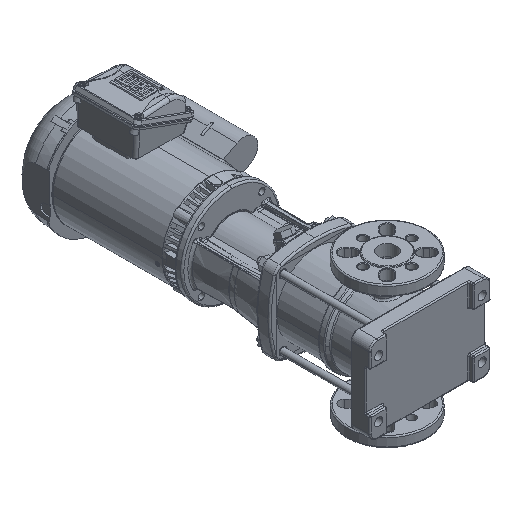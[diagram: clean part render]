
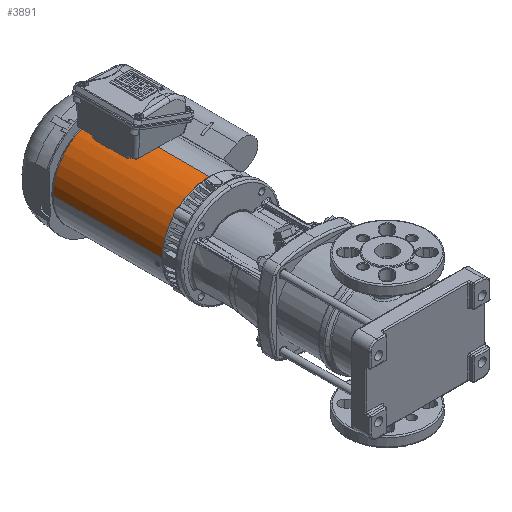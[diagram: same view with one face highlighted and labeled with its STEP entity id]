
A CAD part, isometric view. The second image highlights one B-rep face of the part: STEP entity #3891.
In plain terms, the highlighted cylindrical face has radius 81.875 mm (diameter 163.75 mm), a partial arc.
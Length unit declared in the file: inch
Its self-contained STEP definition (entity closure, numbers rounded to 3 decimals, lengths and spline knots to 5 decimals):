
#2517 = AXIS2_PLACEMENT_3D ( 'NONE', #36892, #70186, #102360 ) ;
#2600 = CYLINDRICAL_SURFACE ( 'NONE', #2517, 3.22343 ) ;
#3891 = ADVANCED_FACE ( 'NONE', ( #44010 ), #2600, .T. ) ;
#5395 = CIRCLE ( 'NONE', #88941, 3.22343 ) ;
#6904 = DIRECTION ( 'NONE',  ( -1., 0., 0. ) ) ;
#11533 = AXIS2_PLACEMENT_3D ( 'NONE', #98516, #6904, #23813 ) ;
#13054 = EDGE_CURVE ( 'NONE', #58660, #45305, #5395, .T. ) ;
#23813 = DIRECTION ( 'NONE',  ( 0., 0., -1. ) ) ;
#26670 = DIRECTION ( 'NONE',  ( -1., 0., 0. ) ) ;
#28597 = DIRECTION ( 'NONE',  ( 1., 0., 0. ) ) ;
#31971 = CARTESIAN_POINT ( 'NONE',  ( 0., 0., 3.22343 ) ) ;
#36892 = CARTESIAN_POINT ( 'NONE',  ( 21.34368, 0., 0. ) ) ;
#41969 = CARTESIAN_POINT ( 'NONE',  ( 21.34368, -3.22343, 0.00056 ) ) ;
#44010 = FACE_OUTER_BOUND ( 'NONE', #55306, .T. ) ;
#45305 = VERTEX_POINT ( 'NONE', #85757 ) ;
#47946 = VERTEX_POINT ( 'NONE', #31971 ) ;
#50139 = LINE ( 'NONE', #41969, #75917 ) ;
#52842 = EDGE_CURVE ( 'NONE', #102147, #47946, #82890, .T. ) ;
#53855 = EDGE_CURVE ( 'NONE', #102147, #45305, #50139, .T. ) ;
#55306 = EDGE_LOOP ( 'NONE', ( #69051, #88499, #64769, #62785 ) ) ;
#58660 = VERTEX_POINT ( 'NONE', #95002 ) ;
#61974 = CARTESIAN_POINT ( 'NONE',  ( 0., -3.22343, 0.00056 ) ) ;
#62785 = ORIENTED_EDGE ( 'NONE', *, *, #53855, .F. ) ;
#64769 = ORIENTED_EDGE ( 'NONE', *, *, #13054, .T. ) ;
#69051 = ORIENTED_EDGE ( 'NONE', *, *, #52842, .T. ) ;
#69926 = CARTESIAN_POINT ( 'NONE',  ( 21.34368, 0., 3.22343 ) ) ;
#70186 = DIRECTION ( 'NONE',  ( -1., 0., 0. ) ) ;
#70454 = DIRECTION ( 'NONE',  ( -1., 0., 0. ) ) ;
#75917 = VECTOR ( 'NONE', #26670, 39.37008 ) ;
#82890 = CIRCLE ( 'NONE', #11533, 3.22343 ) ;
#83565 = VECTOR ( 'NONE', #70454, 39.37008 ) ;
#85757 = CARTESIAN_POINT ( 'NONE',  ( -7.48031, -3.22343, 0.00056 ) ) ;
#88499 = ORIENTED_EDGE ( 'NONE', *, *, #91320, .T. ) ;
#88941 = AXIS2_PLACEMENT_3D ( 'NONE', #104386, #28597, #94578 ) ;
#91320 = EDGE_CURVE ( 'NONE', #47946, #58660, #104771, .T. ) ;
#94578 = DIRECTION ( 'NONE',  ( 0., 0., 1. ) ) ;
#95002 = CARTESIAN_POINT ( 'NONE',  ( -7.48031, 0., 3.22343 ) ) ;
#98516 = CARTESIAN_POINT ( 'NONE',  ( 0., 0., 0. ) ) ;
#102147 = VERTEX_POINT ( 'NONE', #61974 ) ;
#102360 = DIRECTION ( 'NONE',  ( 0., 0., 1. ) ) ;
#104386 = CARTESIAN_POINT ( 'NONE',  ( -7.48031, 0., 0. ) ) ;
#104771 = LINE ( 'NONE', #69926, #83565 ) ;
